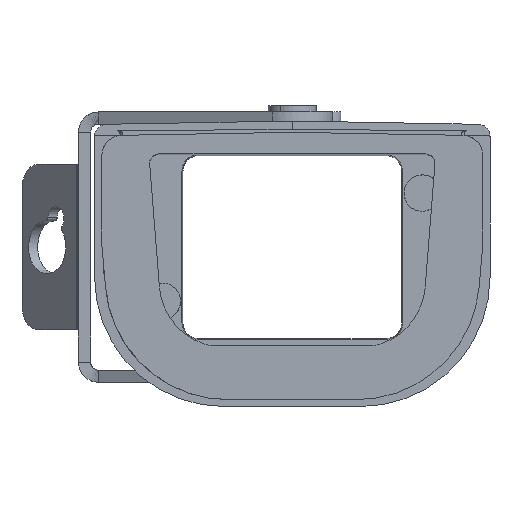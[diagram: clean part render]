
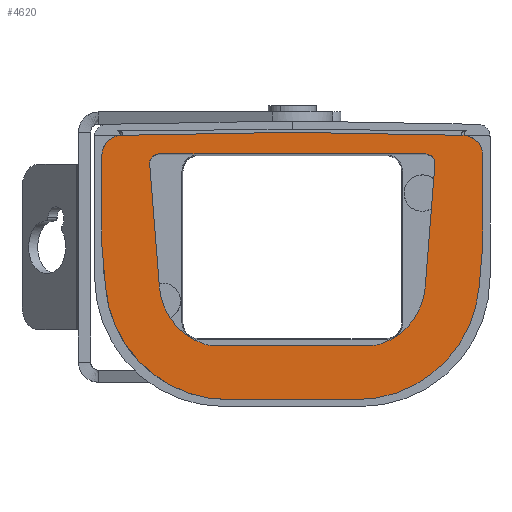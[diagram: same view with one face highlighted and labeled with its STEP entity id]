
A CAD part, left-side view. The second image highlights one B-rep face of the part: STEP entity #4620.
In plain terms, the highlighted planar face has unit normal (-1, 0, 0).
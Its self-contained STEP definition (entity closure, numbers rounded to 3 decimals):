
#4455=AXIS2_PLACEMENT_3D('Circle Axis2P3D',#4453,#4454,$) ;
#4469=AXIS2_PLACEMENT_3D('Plane Axis2P3D',#4466,#4467,#4468) ;
#4473=AXIS2_PLACEMENT_3D('Circle Axis2P3D',#4471,#4472,$) ;
#4494=AXIS2_PLACEMENT_3D('Circle Axis2P3D',#4492,#4493,$) ;
#4508=AXIS2_PLACEMENT_3D('Circle Axis2P3D',#4506,#4507,$) ;
#4540=AXIS2_PLACEMENT_3D('Circle Axis2P3D',#4538,#4539,$) ;
#4549=AXIS2_PLACEMENT_3D('Circle Axis2P3D',#4547,#4548,$) ;
#4563=AXIS2_PLACEMENT_3D('Circle Axis2P3D',#4561,#4562,$) ;
#4577=AXIS2_PLACEMENT_3D('Circle Axis2P3D',#4575,#4576,$) ;
#4591=AXIS2_PLACEMENT_3D('Circle Axis2P3D',#4589,#4590,$) ;
#4598=AXIS2_PLACEMENT_3D('Circle Axis2P3D',#4596,#4597,$) ;
#3010=CARTESIAN_POINT('Vertex',(0.,45.644,33.608)) ;
#3013=CARTESIAN_POINT('Line Origine',(0.,35.072,33.793)) ;
#3017=CARTESIAN_POINT('Vertex',(0.,24.5,33.977)) ;
#3071=CARTESIAN_POINT('Line Origine',(0.,13.928,33.793)) ;
#3075=CARTESIAN_POINT('Vertex',(0.,3.356,33.608)) ;
#4450=CARTESIAN_POINT('Vertex',(0.,48.1,31.109)) ;
#4453=CARTESIAN_POINT('Axis2P3D Location',(0.,45.6,31.109)) ;
#4466=CARTESIAN_POINT('Axis2P3D Location',(0.,24.5,19.25)) ;
#4471=CARTESIAN_POINT('Axis2P3D Location',(0.,3.4,31.109)) ;
#4475=CARTESIAN_POINT('Vertex',(0.,0.9,31.109)) ;
#4478=CARTESIAN_POINT('Line Origine',(0.,48.1,25.554)) ;
#4482=CARTESIAN_POINT('Vertex',(0.,48.1,20.)) ;
#4485=CARTESIAN_POINT('Line Origine',(0.,47.871,17.385)) ;
#4489=CARTESIAN_POINT('Vertex',(0.,47.643,14.771)) ;
#4492=CARTESIAN_POINT('Axis2P3D Location',(0.,32.451,16.1)) ;
#4496=CARTESIAN_POINT('Vertex',(0.,32.451,0.85)) ;
#4499=CARTESIAN_POINT('Line Origine',(0.,24.5,0.85)) ;
#4503=CARTESIAN_POINT('Vertex',(0.,16.549,0.85)) ;
#4506=CARTESIAN_POINT('Axis2P3D Location',(0.,16.549,16.1)) ;
#4510=CARTESIAN_POINT('Vertex',(0.,1.357,14.771)) ;
#4513=CARTESIAN_POINT('Line Origine',(0.,1.129,17.385)) ;
#4517=CARTESIAN_POINT('Vertex',(0.,0.9,20.)) ;
#4520=CARTESIAN_POINT('Line Origine',(0.,0.9,25.554)) ;
#4538=CARTESIAN_POINT('Axis2P3D Location',(0.,34.482,10.73)) ;
#4542=CARTESIAN_POINT('Vertex',(0.,34.482,7.58)) ;
#4544=CARTESIAN_POINT('Vertex',(0.,35.511,7.753)) ;
#4547=CARTESIAN_POINT('Axis2P3D Location',(0.,32.85,15.456)) ;
#4551=CARTESIAN_POINT('Vertex',(0.,40.974,14.813)) ;
#4554=CARTESIAN_POINT('Line Origine',(0.,41.578,22.436)) ;
#4558=CARTESIAN_POINT('Vertex',(0.,42.181,30.059)) ;
#4561=CARTESIAN_POINT('Axis2P3D Location',(0.,41.035,30.15)) ;
#4565=CARTESIAN_POINT('Vertex',(0.,41.035,31.3)) ;
#4568=CARTESIAN_POINT('Line Origine',(0.,24.5,31.3)) ;
#4572=CARTESIAN_POINT('Vertex',(0.,7.965,31.3)) ;
#4575=CARTESIAN_POINT('Axis2P3D Location',(0.,7.965,30.15)) ;
#4579=CARTESIAN_POINT('Vertex',(0.,6.819,30.059)) ;
#4582=CARTESIAN_POINT('Line Origine',(0.,7.422,22.436)) ;
#4586=CARTESIAN_POINT('Vertex',(0.,8.026,14.813)) ;
#4589=CARTESIAN_POINT('Axis2P3D Location',(0.,16.15,15.456)) ;
#4593=CARTESIAN_POINT('Vertex',(0.,13.489,7.753)) ;
#4596=CARTESIAN_POINT('Axis2P3D Location',(0.,14.518,10.73)) ;
#4600=CARTESIAN_POINT('Vertex',(0.,14.518,7.58)) ;
#4603=CARTESIAN_POINT('Line Origine',(0.,24.5,7.58)) ;
#3014=DIRECTION('Vector Direction',(0.,1.,-0.017)) ;
#3072=DIRECTION('Vector Direction',(0.,-1.,-0.017)) ;
#4454=DIRECTION('Axis2P3D Direction',(1.,0.,0.)) ;
#4467=DIRECTION('Axis2P3D Direction',(1.,0.,0.)) ;
#4468=DIRECTION('Axis2P3D XDirection',(0.,1.,0.)) ;
#4472=DIRECTION('Axis2P3D Direction',(1.,0.,0.)) ;
#4479=DIRECTION('Vector Direction',(0.,0.,1.)) ;
#4486=DIRECTION('Vector Direction',(0.,-0.087,-0.996)) ;
#4493=DIRECTION('Axis2P3D Direction',(1.,0.,0.)) ;
#4500=DIRECTION('Vector Direction',(0.,1.,0.)) ;
#4507=DIRECTION('Axis2P3D Direction',(1.,0.,0.)) ;
#4514=DIRECTION('Vector Direction',(0.,0.087,-0.996)) ;
#4521=DIRECTION('Vector Direction',(0.,0.,1.)) ;
#4539=DIRECTION('Axis2P3D Direction',(1.,0.,0.)) ;
#4548=DIRECTION('Axis2P3D Direction',(1.,0.,0.)) ;
#4555=DIRECTION('Vector Direction',(0.,-0.079,-0.997)) ;
#4562=DIRECTION('Axis2P3D Direction',(1.,0.,0.)) ;
#4569=DIRECTION('Vector Direction',(0.,1.,0.)) ;
#4576=DIRECTION('Axis2P3D Direction',(1.,0.,0.)) ;
#4583=DIRECTION('Vector Direction',(0.,-0.079,0.997)) ;
#4590=DIRECTION('Axis2P3D Direction',(1.,0.,0.)) ;
#4597=DIRECTION('Axis2P3D Direction',(1.,0.,0.)) ;
#4604=DIRECTION('Vector Direction',(0.,-1.,0.)) ;
#3015=VECTOR('Line Direction',#3014,1.) ;
#3073=VECTOR('Line Direction',#3072,1.) ;
#4480=VECTOR('Line Direction',#4479,1.) ;
#4487=VECTOR('Line Direction',#4486,1.) ;
#4501=VECTOR('Line Direction',#4500,1.) ;
#4515=VECTOR('Line Direction',#4514,1.) ;
#4522=VECTOR('Line Direction',#4521,1.) ;
#4556=VECTOR('Line Direction',#4555,1.) ;
#4570=VECTOR('Line Direction',#4569,1.) ;
#4584=VECTOR('Line Direction',#4583,1.) ;
#4605=VECTOR('Line Direction',#4604,1.) ;
#4526=ORIENTED_EDGE('',*,*,#4477,.F.) ;
#4527=ORIENTED_EDGE('',*,*,#3077,.F.) ;
#4528=ORIENTED_EDGE('',*,*,#3019,.T.) ;
#4529=ORIENTED_EDGE('',*,*,#4457,.F.) ;
#4530=ORIENTED_EDGE('',*,*,#4484,.F.) ;
#4531=ORIENTED_EDGE('',*,*,#4491,.T.) ;
#4532=ORIENTED_EDGE('',*,*,#4498,.F.) ;
#4533=ORIENTED_EDGE('',*,*,#4505,.F.) ;
#4534=ORIENTED_EDGE('',*,*,#4512,.F.) ;
#4535=ORIENTED_EDGE('',*,*,#4519,.F.) ;
#4536=ORIENTED_EDGE('',*,*,#4524,.T.) ;
#4609=ORIENTED_EDGE('',*,*,#4546,.T.) ;
#4610=ORIENTED_EDGE('',*,*,#4553,.T.) ;
#4611=ORIENTED_EDGE('',*,*,#4560,.F.) ;
#4612=ORIENTED_EDGE('',*,*,#4567,.T.) ;
#4613=ORIENTED_EDGE('',*,*,#4574,.F.) ;
#4614=ORIENTED_EDGE('',*,*,#4581,.T.) ;
#4615=ORIENTED_EDGE('',*,*,#4588,.F.) ;
#4616=ORIENTED_EDGE('',*,*,#4595,.T.) ;
#4617=ORIENTED_EDGE('',*,*,#4602,.T.) ;
#4618=ORIENTED_EDGE('',*,*,#4607,.F.) ;
#4619=FACE_BOUND('',#4608,.T.) ;
#4620=ADVANCED_FACE('Hauptk\X2\00F6\X0\rper',(#4537,#4619),#4470,.F.) ;
#4456=CIRCLE('generated circle',#4455,2.5) ;
#4474=CIRCLE('generated circle',#4473,2.5) ;
#4495=CIRCLE('generated circle',#4494,15.25) ;
#4509=CIRCLE('generated circle',#4508,15.25) ;
#4541=CIRCLE('generated circle',#4540,3.15) ;
#4550=CIRCLE('generated circle',#4549,8.15) ;
#4564=CIRCLE('generated circle',#4563,1.15) ;
#4578=CIRCLE('generated circle',#4577,1.15) ;
#4592=CIRCLE('generated circle',#4591,8.15) ;
#4599=CIRCLE('generated circle',#4598,3.15) ;
#3019=EDGE_CURVE('',#3018,#3011,#3016,.T.) ;
#3077=EDGE_CURVE('',#3018,#3076,#3074,.T.) ;
#4457=EDGE_CURVE('',#4451,#3011,#4456,.T.) ;
#4477=EDGE_CURVE('',#3076,#4476,#4474,.T.) ;
#4484=EDGE_CURVE('',#4483,#4451,#4481,.T.) ;
#4491=EDGE_CURVE('',#4483,#4490,#4488,.T.) ;
#4498=EDGE_CURVE('',#4497,#4490,#4495,.T.) ;
#4505=EDGE_CURVE('',#4504,#4497,#4502,.T.) ;
#4512=EDGE_CURVE('',#4511,#4504,#4509,.T.) ;
#4519=EDGE_CURVE('',#4518,#4511,#4516,.T.) ;
#4524=EDGE_CURVE('',#4518,#4476,#4523,.T.) ;
#4546=EDGE_CURVE('',#4543,#4545,#4541,.T.) ;
#4553=EDGE_CURVE('',#4545,#4552,#4550,.T.) ;
#4560=EDGE_CURVE('',#4559,#4552,#4557,.T.) ;
#4567=EDGE_CURVE('',#4559,#4566,#4564,.T.) ;
#4574=EDGE_CURVE('',#4573,#4566,#4571,.T.) ;
#4581=EDGE_CURVE('',#4573,#4580,#4578,.T.) ;
#4588=EDGE_CURVE('',#4587,#4580,#4585,.T.) ;
#4595=EDGE_CURVE('',#4587,#4594,#4592,.T.) ;
#4602=EDGE_CURVE('',#4594,#4601,#4599,.T.) ;
#4607=EDGE_CURVE('',#4543,#4601,#4606,.T.) ;
#4525=EDGE_LOOP('',(#4526,#4527,#4528,#4529,#4530,#4531,#4532,#4533,#4534,#4535,#4536)) ;
#4608=EDGE_LOOP('',(#4609,#4610,#4611,#4612,#4613,#4614,#4615,#4616,#4617,#4618)) ;
#4537=FACE_OUTER_BOUND('',#4525,.T.) ;
#3016=LINE('Line',#3013,#3015) ;
#3074=LINE('Line',#3071,#3073) ;
#4481=LINE('Line',#4478,#4480) ;
#4488=LINE('Line',#4485,#4487) ;
#4502=LINE('Line',#4499,#4501) ;
#4516=LINE('Line',#4513,#4515) ;
#4523=LINE('Line',#4520,#4522) ;
#4557=LINE('Line',#4554,#4556) ;
#4571=LINE('Line',#4568,#4570) ;
#4585=LINE('Line',#4582,#4584) ;
#4606=LINE('Line',#4603,#4605) ;
#4470=PLANE('',#4469) ;
#3011=VERTEX_POINT('',#3010) ;
#3018=VERTEX_POINT('',#3017) ;
#3076=VERTEX_POINT('',#3075) ;
#4451=VERTEX_POINT('',#4450) ;
#4476=VERTEX_POINT('',#4475) ;
#4483=VERTEX_POINT('',#4482) ;
#4490=VERTEX_POINT('',#4489) ;
#4497=VERTEX_POINT('',#4496) ;
#4504=VERTEX_POINT('',#4503) ;
#4511=VERTEX_POINT('',#4510) ;
#4518=VERTEX_POINT('',#4517) ;
#4543=VERTEX_POINT('',#4542) ;
#4545=VERTEX_POINT('',#4544) ;
#4552=VERTEX_POINT('',#4551) ;
#4559=VERTEX_POINT('',#4558) ;
#4566=VERTEX_POINT('',#4565) ;
#4573=VERTEX_POINT('',#4572) ;
#4580=VERTEX_POINT('',#4579) ;
#4587=VERTEX_POINT('',#4586) ;
#4594=VERTEX_POINT('',#4593) ;
#4601=VERTEX_POINT('',#4600) ;
